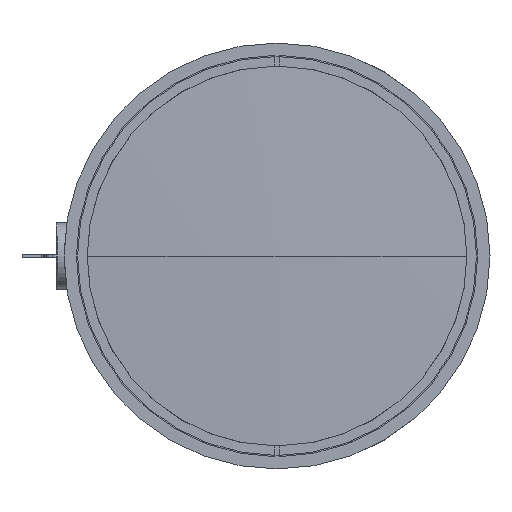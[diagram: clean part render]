
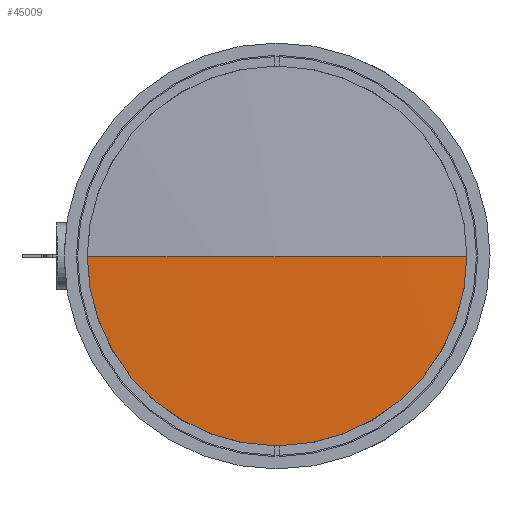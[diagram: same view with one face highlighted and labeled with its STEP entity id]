
A CAD part, left-side view. The second image highlights one B-rep face of the part: STEP entity #45009.
In plain terms, the highlighted spherical face has radius 1260.71 mm.
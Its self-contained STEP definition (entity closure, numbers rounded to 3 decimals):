
#591 = EDGE_CURVE ( 'NONE', #25269, #25032, #18155, .T. ) ;
#4799 = CARTESIAN_POINT ( 'NONE',  ( 1260.71, 0., 0. ) ) ;
#5828 = VERTEX_POINT ( 'NONE', #12356 ) ;
#6186 = CARTESIAN_POINT ( 'NONE',  ( 1260.71, 0., 0. ) ) ;
#7571 = EDGE_CURVE ( 'NONE', #25032, #23626, #18957, .T. ) ;
#8875 = SPHERICAL_SURFACE ( 'NONE', #39084, 1260.71 ) ;
#9820 = EDGE_CURVE ( 'NONE', #23626, #5828, #14014, .T. ) ;
#9837 = CARTESIAN_POINT ( 'NONE',  ( 1.515, 0., -61.793 ) ) ;
#10646 = EDGE_LOOP ( 'NONE', ( #36176, #42799, #31358, #40634 ) ) ;
#12276 = AXIS2_PLACEMENT_3D ( 'NONE', #6186, #13468, #27396 ) ;
#12356 = CARTESIAN_POINT ( 'NONE',  ( 0., 0., 0. ) ) ;
#12593 = DIRECTION ( 'NONE',  ( 0., 1., 0. ) ) ;
#13468 = DIRECTION ( 'NONE',  ( 0., 0., 1. ) ) ;
#14014 = CIRCLE ( 'NONE', #25703, 1260.71 ) ;
#15131 = CARTESIAN_POINT ( 'NONE',  ( 1.515, -61.793, 0. ) ) ;
#15144 = DIRECTION ( 'NONE',  ( -1., 0., 0. ) ) ;
#15525 = DIRECTION ( 'NONE',  ( 0., 1., 0. ) ) ;
#16579 = DIRECTION ( 'NONE',  ( -1., 0., 0. ) ) ;
#18155 = CIRCLE ( 'NONE', #26151, 61.793 ) ;
#18957 = CIRCLE ( 'NONE', #38604, 61.793 ) ;
#19897 = CARTESIAN_POINT ( 'NONE',  ( 1260.71, 0., 0. ) ) ;
#23626 = VERTEX_POINT ( 'NONE', #15131 ) ;
#25032 = VERTEX_POINT ( 'NONE', #9837 ) ;
#25180 = CARTESIAN_POINT ( 'NONE',  ( 1.515, 0., 0. ) ) ;
#25269 = VERTEX_POINT ( 'NONE', #31737 ) ;
#25703 = AXIS2_PLACEMENT_3D ( 'NONE', #19897, #40225, #12593 ) ;
#26151 = AXIS2_PLACEMENT_3D ( 'NONE', #33920, #16579, #26413 ) ;
#26413 = DIRECTION ( 'NONE',  ( 0., 0., 1. ) ) ;
#27396 = DIRECTION ( 'NONE',  ( 1., 0., 0. ) ) ;
#28130 = EDGE_CURVE ( 'NONE', #25269, #5828, #31960, .T. ) ;
#29646 = DIRECTION ( 'NONE',  ( 0., 0., -1. ) ) ;
#31358 = ORIENTED_EDGE ( 'NONE', *, *, #9820, .T. ) ;
#31737 = CARTESIAN_POINT ( 'NONE',  ( 1.515, 61.793, 0. ) ) ;
#31960 = CIRCLE ( 'NONE', #12276, 1260.71 ) ;
#32698 = DIRECTION ( 'NONE',  ( 0., 0., 1. ) ) ;
#33920 = CARTESIAN_POINT ( 'NONE',  ( 1.515, 0., 0. ) ) ;
#36176 = ORIENTED_EDGE ( 'NONE', *, *, #591, .T. ) ;
#38604 = AXIS2_PLACEMENT_3D ( 'NONE', #25180, #15144, #32698 ) ;
#39084 = AXIS2_PLACEMENT_3D ( 'NONE', #4799, #29646, #15525 ) ;
#39932 = FACE_OUTER_BOUND ( 'NONE', #10646, .T. ) ;
#40225 = DIRECTION ( 'NONE',  ( 0., 0., -1. ) ) ;
#40634 = ORIENTED_EDGE ( 'NONE', *, *, #28130, .F. ) ;
#42799 = ORIENTED_EDGE ( 'NONE', *, *, #7571, .T. ) ;
#45009 = ADVANCED_FACE ( 'NONE', ( #39932 ), #8875, .T. ) ;
